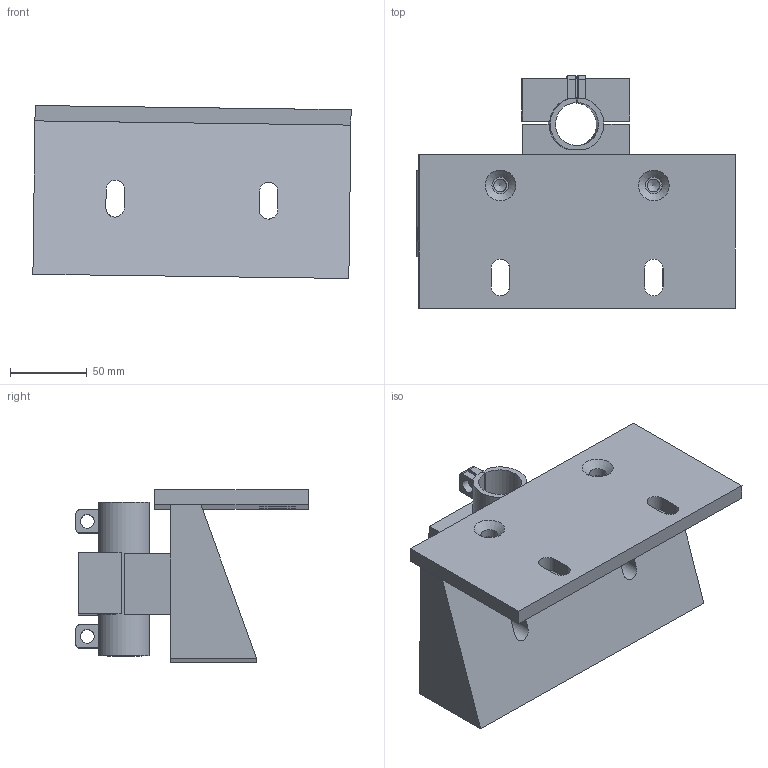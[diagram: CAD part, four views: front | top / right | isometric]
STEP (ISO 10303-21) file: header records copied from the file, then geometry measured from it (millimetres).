
FILE_DESCRIPTION(/* description */ (''),/* implementation_level */ '2;1');
FILE_NAME(/* name */ 'Motorhalterung_komplett.stp',/* time_stamp */ '2020-10-28T15:00:31+01:00',/* author */ ('Chris'),/* organization */ (''),/* preprocessor_version */ 'ST-DEVELOPER v18',/* originating_system */ 'Autodesk Inventor 2020',/* authorisation */ '');
FILE_SCHEMA (('AUTOMOTIVE_DESIGN { 1 0 10303 214 3 1 1 }'));
Length unit declared in the file: millimetre
Products named in the file (7): Motorhalterung_komplett; Motorhalterung_BT1; Motorhalterung_BT2.1; Hülse; Motorhalterung_BT3; Motorhalterung_BT4; Hülse_1
Assembly tree (9 placements, depth 2):
  Motorhalterung_komplett
    Motorhalterung_BT1
    Motorhalterung_BT2.1
    Hülse
    Motorhalterung_BT3
    Motorhalterung_BT4
    Hülse_1  x4
Bounding box: 207.45 x 151.49 x 112.74 mm (x, y, z)
Volume: 1117021.5 mm3; surface area: 168943.1 mm2
Topology: 9 solids, 9 shells, 106 faces, 276 edges, 188 vertices
Faces by surface type: plane 66, cylinder 34, cone 6
Full cylindrical faces by diameter (mm): 8.376 x4, 9 x4, 11 x4
Entity records: 2780 total; most frequent: DIRECTION 463, CARTESIAN_POINT 444, ORIENTED_EDGE 412, EDGE_CURVE 206, AXIS2_PLACEMENT_3D 162, VERTEX_POINT 143, LINE 139, VECTOR 139
